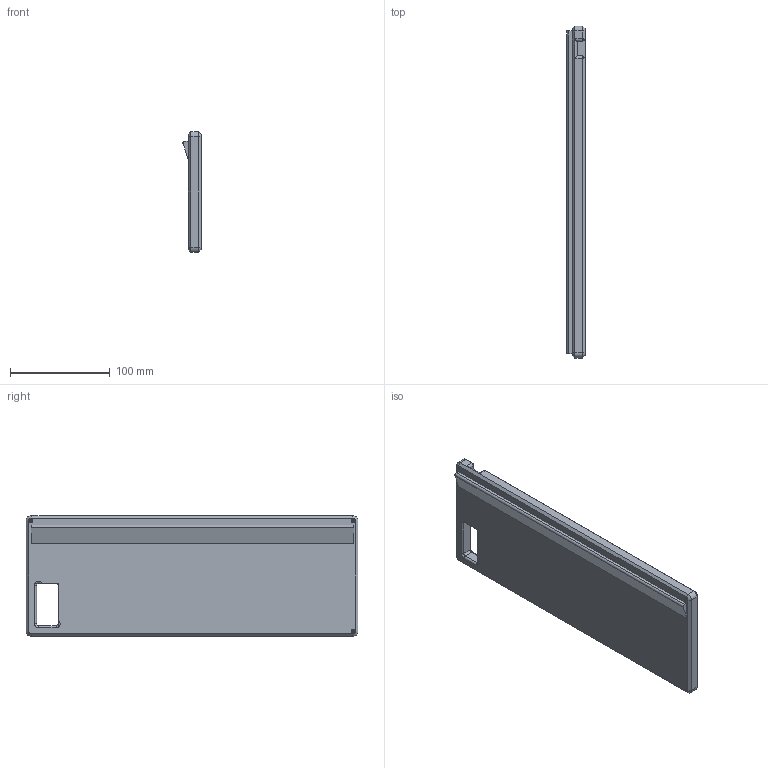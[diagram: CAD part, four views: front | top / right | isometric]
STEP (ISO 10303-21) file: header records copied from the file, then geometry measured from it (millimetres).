
FILE_DESCRIPTION(/* description */ ('STEP AP242','CAx-IF Rec.Pracs.---Representation and Presentation of Product Manufacturing Information (PMI)---4.0---2014-10-13','CAx-IF Rec.Pracs.---3D Tessellated Geometry---0.4---2014-09-14','2;1'),/* implementation_level */ '2;1');
FILE_NAME(/* name */ '685943f5d38c0418574200db',/* time_stamp */ '2025-06-23T12:09:27Z',/* author */ (''),/* organization */ (''),/* preprocessor_version */ 'ST-DEVELOPER v20',/* originating_system */ 'ONSHAPE BY PTC INC, 1.199',/* authorisation */ ' ');
FILE_SCHEMA (('AP242_MANAGED_MODEL_BASED_3D_ENGINEERING_MIM_LF { 1 0 10303 442 1 1 4 }'));
Length unit declared in the file: metre
Products named in the file (5): Surface 1; Part 4; Part 1; Part 2; Part 3
Bounding box: 18.24 x 333 x 121 mm (x, y, z)
Volume: 219085.3 mm3; surface area: 102001.2 mm2
Topology: 4 solids, 5 shells, 252 faces, 656 edges, 426 vertices
Faces by surface type: plane 136, bspline 72, cylinder 28, cone 10, torus 6
Full cylindrical faces by diameter (mm): 2 x3, 3.6 x6
Entity records: 7974 total; most frequent: CARTESIAN_POINT 2151, ORIENTED_EDGE 1282, DIRECTION 933, EDGE_CURVE 645, VERTEX_POINT 426, LINE 423, VECTOR 423, EDGE_LOOP 290
